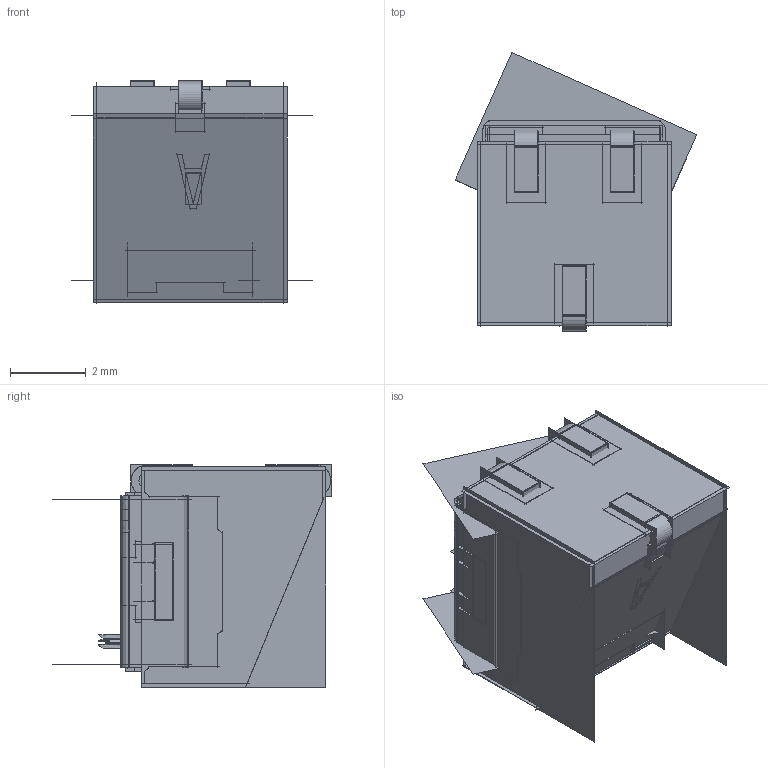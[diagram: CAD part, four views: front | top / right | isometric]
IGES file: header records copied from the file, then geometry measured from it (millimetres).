
Start section:  PTC IGES file: 7814Z001XXX.igs
Global section: file name: 7814Z001XXX.igs; native system: Creo Parametric by Parametric Technology Corporation; preprocessor: 2012230; author: maxm; organization: Unknown; date: 20130805.120551; units: inch
Bounding box: 6.39 x 7.38 x 5.89 mm (x, y, z)
Surface area: 1103.3 mm2 (no closed solid volume)
Topology: 0 solids, 0 shells, 1112 faces, 16959 edges, 21980 vertices
Faces by surface type: bspline 924, revolution 188
